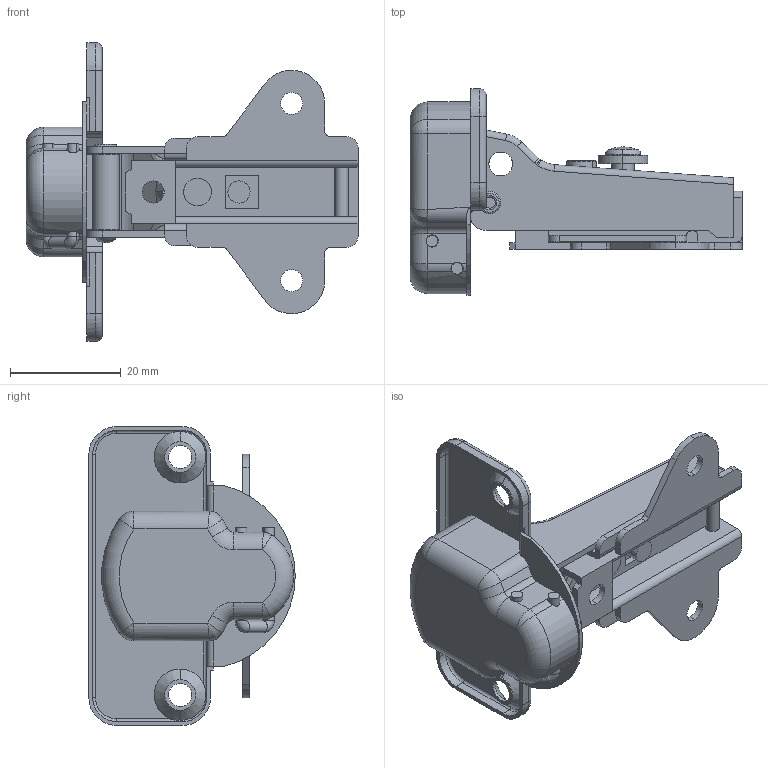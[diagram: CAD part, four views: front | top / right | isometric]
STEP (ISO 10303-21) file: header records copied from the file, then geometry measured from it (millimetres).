
FILE_DESCRIPTION (( 'STEP AP203' ), '1' );
FILE_NAME ('sone3D.STEP', '2016-06-07T06:21:17', ( '' ), ( '' ), 'SwSTEP 2.0', 'SolidWorks 2014', '' );
FILE_SCHEMA (( 'CONFIG_CONTROL_DESIGN' ));
Length unit declared in the file: millimetre
Products named in the file (14): B-1401-2_傾乕儉A_; B-1401-2_中空ピン_; B-1401-2_ベース_; B-1401-2_傾乕儉俛_; B-1401-2_ベースカバー_; B-1401-2_Uピン_; B-1401-2_止めピン_; B-1401-2_ソケット_; B-1401-2_挷惍僱僕俙_; B-1401-2_ソケットセット_CLOSE; B-1401-2_挷惍僱僕B_; sone3D; B-1401-2_ベースセット_; B-1401-2_本体_
Assembly tree (14 placements, depth 3):
  sone3D
    B-1401-2_ベースセット_
      B-1401-2_ベース_
      B-1401-2_ベースカバー_
      B-1401-2_止めピン_
      B-1401-2_挷惍僱僕俙_
      B-1401-2_挷惍僱僕B_
    B-1401-2_ソケットセット_CLOSE
      B-1401-2_本体_
      B-1401-2_傾乕儉A_
      B-1401-2_中空ピン_  x2
      B-1401-2_傾乕儉俛_
      B-1401-2_Uピン_
      B-1401-2_ソケット_
Bounding box: 60 x 37.3 x 54 mm (x, y, z)
Volume: 8703.2 mm3; surface area: 18254.6 mm2
Topology: 12 solids, 12 shells, 513 faces, 1366 edges, 857 vertices
Faces by surface type: cylinder 227, plane 188, bspline 40, torus 36, cone 12, sphere 10
Entity records: 18884 total; most frequent: CARTESIAN_POINT 5082, ORIENTED_EDGE 2640, DIRECTION 2543, EDGE_CURVE 1320, AXIS2_PLACEMENT_3D 940, VERTEX_POINT 838, LINE 663, VECTOR 663
